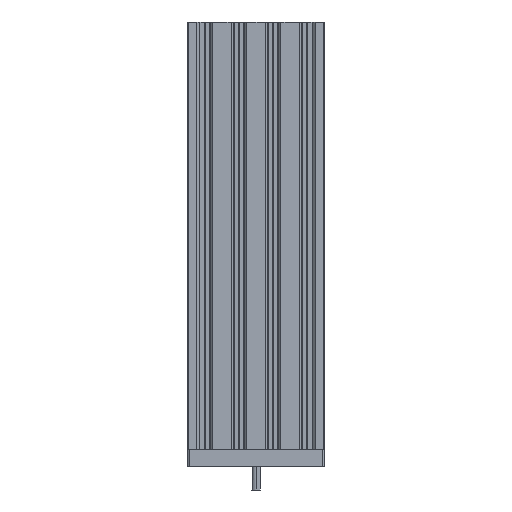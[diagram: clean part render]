
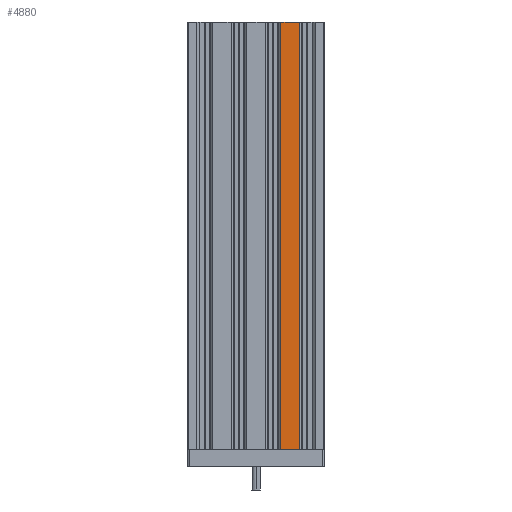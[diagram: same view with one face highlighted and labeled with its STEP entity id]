
A CAD part, left-side view. The second image highlights one B-rep face of the part: STEP entity #4880.
In plain terms, the highlighted planar face has unit normal (-1, 0, 0).
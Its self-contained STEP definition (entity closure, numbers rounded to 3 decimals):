
#686=CARTESIAN_POINT('Vertex',(-10.,-25.42,0.)) ;
#689=CARTESIAN_POINT('Line Origine',(-10.,-20.,0.)) ;
#693=CARTESIAN_POINT('Vertex',(-10.,-14.58,0.)) ;
#4838=CARTESIAN_POINT('Line Origine',(-10.,-25.42,125.)) ;
#4842=CARTESIAN_POINT('Vertex',(-10.,-25.42,250.)) ;
#4857=CARTESIAN_POINT('Axis2P3D Location',(-10.,0.,500.)) ;
#4862=CARTESIAN_POINT('Line Origine',(-10.,-14.58,125.)) ;
#4866=CARTESIAN_POINT('Vertex',(-10.,-14.58,250.)) ;
#4869=CARTESIAN_POINT('Line Origine',(-10.,-20.,250.)) ;
#690=DIRECTION('Vector Direction',(0.,1.,0.)) ;
#4839=DIRECTION('Vector Direction',(0.,0.,-1.)) ;
#4858=DIRECTION('Axis2P3D Direction',(-1.,0.,0.)) ;
#4859=DIRECTION('Axis2P3D XDirection',(0.,0.,1.)) ;
#4863=DIRECTION('Vector Direction',(0.,0.,-1.)) ;
#4870=DIRECTION('Vector Direction',(0.,1.,0.)) ;
#4860=AXIS2_PLACEMENT_3D('Plane Axis2P3D',#4857,#4858,#4859) ;
#4875=ORIENTED_EDGE('',*,*,#4868,.T.) ;
#4876=ORIENTED_EDGE('',*,*,#695,.F.) ;
#4877=ORIENTED_EDGE('',*,*,#4844,.F.) ;
#4878=ORIENTED_EDGE('',*,*,#4873,.T.) ;
#691=VECTOR('Line Direction',#690,1.) ;
#4840=VECTOR('Line Direction',#4839,1.) ;
#4864=VECTOR('Line Direction',#4863,1.) ;
#4871=VECTOR('Line Direction',#4870,1.) ;
#4880=ADVANCED_FACE('Boss-Extrude1',(#4879),#4861,.T.) ;
#695=EDGE_CURVE('',#687,#694,#692,.T.) ;
#4844=EDGE_CURVE('',#4843,#687,#4841,.T.) ;
#4868=EDGE_CURVE('',#4867,#694,#4865,.T.) ;
#4873=EDGE_CURVE('',#4843,#4867,#4872,.T.) ;
#4874=EDGE_LOOP('',(#4875,#4876,#4877,#4878)) ;
#4879=FACE_OUTER_BOUND('',#4874,.T.) ;
#692=LINE('Line',#689,#691) ;
#4841=LINE('Line',#4838,#4840) ;
#4865=LINE('Line',#4862,#4864) ;
#4872=LINE('Line',#4869,#4871) ;
#4861=PLANE('Plane',#4860) ;
#687=VERTEX_POINT('',#686) ;
#694=VERTEX_POINT('',#693) ;
#4843=VERTEX_POINT('',#4842) ;
#4867=VERTEX_POINT('',#4866) ;
